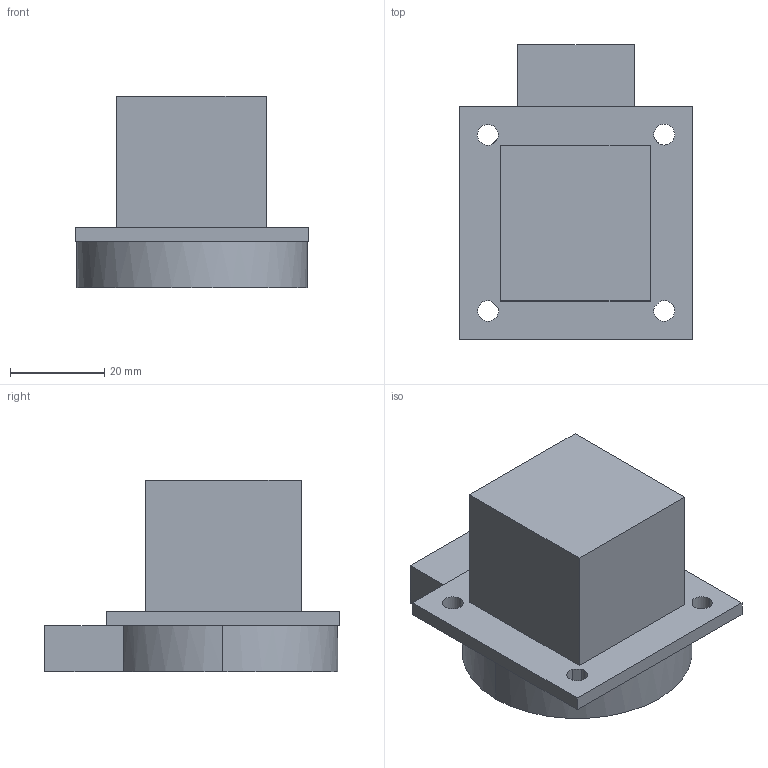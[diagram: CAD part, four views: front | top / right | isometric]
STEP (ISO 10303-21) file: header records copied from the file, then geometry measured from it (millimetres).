
FILE_DESCRIPTION (( 'STEP AP214' ), '1' );
FILE_NAME ('Nema5-15R Panel Mount.STEP', '2025-09-21T08:12:49', ( '' ), ( '' ), 'SwSTEP 2.0', 'SolidWorks 2018', '' );
FILE_SCHEMA (( 'AUTOMOTIVE_DESIGN' ));
Length unit declared in the file: inch
Products named in the file (1): Nema5-15R Panel Mount
Bounding box: 49.53 x 62.61 x 40.77 mm (x, y, z)
Volume: 58452 mm3; surface area: 11643.6 mm2
Topology: 1 solids, 1 shells, 31 faces, 90 edges, 58 vertices
Faces by surface type: plane 18, cylinder 13
Entity records: 1090 total; most frequent: DIRECTION 192, ORIENTED_EDGE 180, CARTESIAN_POINT 180, EDGE_CURVE 90, AXIS2_PLACEMENT_3D 70, VERTEX_POINT 58, VECTOR 52, LINE 52
